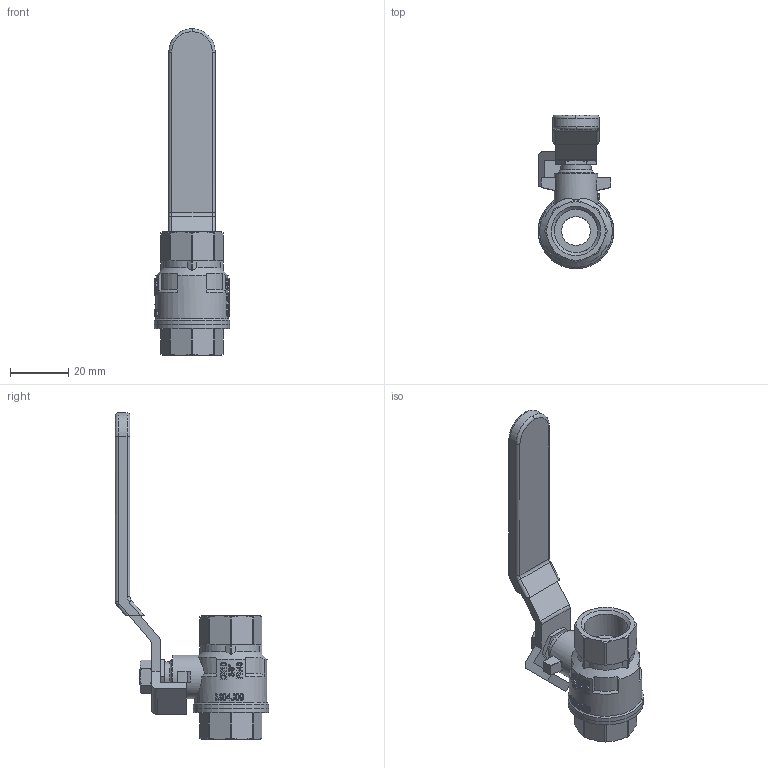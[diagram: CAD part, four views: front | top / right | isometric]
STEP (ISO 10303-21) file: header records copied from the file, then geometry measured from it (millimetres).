
FILE_DESCRIPTION(/* description */ ('Unknown','CAx-IF Rec.Pracs.---Representation and Presentation of Product Manufacturing Information (PMI)---4.0---2014-10-13','CAx-IF Rec.Pracs.---3D Tessellated Geometry---0.4---2014-09-14','2;1'),/* implementation_level */ '2;1');
FILE_NAME(/* name */ '600-03',/* time_stamp */ '2023-09-12T10:22:12+02:00',/* author */ ('Unknown'),/* organization */ ('Unknown'),/* preprocessor_version */ 'ST-DEVELOPER v18.102',/* originating_system */ 'Solid Edge',/* authorisation */ 'Unknown');
FILE_SCHEMA (('AP242_MANAGED_MODEL_BASED_3D_ENGINEERING_MIM_LF { 1 0 10303 442 1 1 4 }'));
Length unit declared in the file: millimetre
Products named in the file (12): 600-3_8; 620-3_8-Spindel-co_oa_0; 620-3_8-Stopfbuchse; 620-3_8-Spindel; 620-3_8-O-Ring; 620-3_8-Kvrper-co_oa_1; 620-3_8-Einschraubteil; 620-3_8-Kvrper; 620-3_8-Mutter; Stahlgriff 1_4 - 3_4; Stahlgriff-n; Stahlgriff-u
Assembly tree (11 placements, depth 3):
  600-3_8
    620-3_8-Spindel-co_oa_0
      620-3_8-Stopfbuchse
      620-3_8-Spindel
      620-3_8-O-Ring
    620-3_8-Kvrper-co_oa_1
      620-3_8-Einschraubteil
      620-3_8-Kvrper
    620-3_8-Mutter
    Stahlgriff 1_4 - 3_4
      Stahlgriff-n
      Stahlgriff-u
Bounding box: 26 x 52.8 x 112.5 mm (x, y, z)
Volume: 17900.7 mm3; surface area: 19428.8 mm2
Topology: 8 solids, 8 shells, 1328 faces, 3702 edges, 2454 vertices
Faces by surface type: plane 1120, cylinder 129, cone 67, bspline 8, sphere 2, torus 2
Full cylindrical faces by diameter (mm): 5 x1, 6.3 x1, 8 x3, 8.1 x1, 8.3 x1, 9 x1, 10 x3, 10.2 x1, 10.5 x1, 12 x1, 14.95 x2, 15 x1, 16 x2, 20.5 x1, 20.51 x1, 22 x1, 22.5 x1, 25 x1, 26 x2
Entity records: 46627 total; most frequent: CARTESIAN_POINT 10755, DIRECTION 8169, ORIENTED_EDGE 7292, EDGE_CURVE 3646, AXIS2_PLACEMENT_3D 3323, VERTEX_POINT 2442, ELLIPSE 1588, LINE 1523
